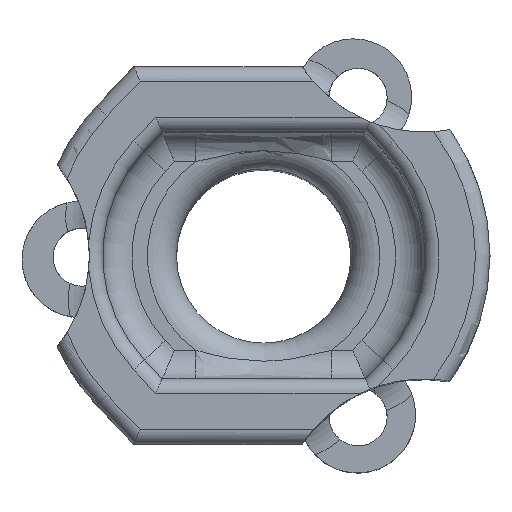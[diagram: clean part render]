
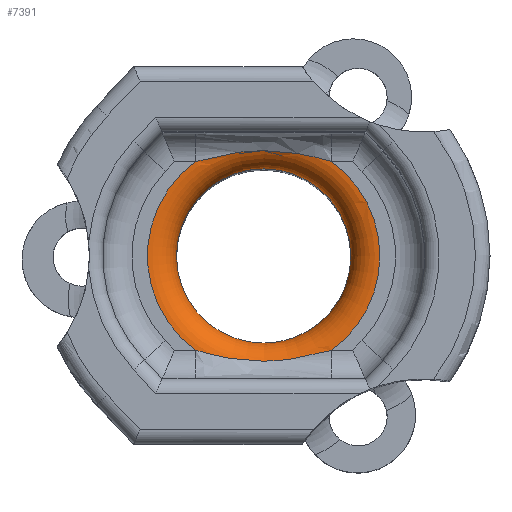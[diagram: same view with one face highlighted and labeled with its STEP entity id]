
A CAD part, top view. The second image highlights one B-rep face of the part: STEP entity #7391.
In plain terms, the highlighted toroidal (fillet/blend) face has major radius 8 mm and minor radius 2 mm.
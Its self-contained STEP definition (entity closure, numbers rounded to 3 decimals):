
#7010 = VERTEX_POINT('',#7011);
#7011 = CARTESIAN_POINT('',(74.499,117.,512.5));
#7017 = EDGE_CURVE('',#7010,#7018,#7020,.T.);
#7018 = VERTEX_POINT('',#7019);
#7019 = CARTESIAN_POINT('',(86.499,117.,512.5));
#7020 = CIRCLE('',#7021,6.);
#7021 = AXIS2_PLACEMENT_3D('',#7022,#7023,#7024);
#7022 = CARTESIAN_POINT('',(80.499,117.,512.5));
#7023 = DIRECTION('',(0.,0.,-1.));
#7024 = DIRECTION('',(1.,0.,0.));
#7026 = EDGE_CURVE('',#7018,#7010,#7027,.T.);
#7027 = CIRCLE('',#7028,6.);
#7028 = AXIS2_PLACEMENT_3D('',#7029,#7030,#7031);
#7029 = CARTESIAN_POINT('',(80.499,117.,512.5));
#7030 = DIRECTION('',(0.,0.,-1.));
#7031 = DIRECTION('',(1.,0.,0.));
#7391 = ADVANCED_FACE('',(#7392),#7455,.T.);
#7392 = FACE_BOUND('',#7393,.T.);
#7393 = EDGE_LOOP('',(#7394,#7408,#7417,#7429,#7438,#7445,#7446,#7447,
    #7448));
#7394 = ORIENTED_EDGE('',*,*,#7395,.F.);
#7395 = EDGE_CURVE('',#7396,#7398,#7400,.T.);
#7396 = VERTEX_POINT('',#7397);
#7397 = CARTESIAN_POINT('',(75.835,123.5,514.5));
#7398 = VERTEX_POINT('',#7399);
#7399 = CARTESIAN_POINT('',(85.163,123.5,514.5));
#7400 = B_SPLINE_CURVE_WITH_KNOTS('',3,(#7401,#7402,#7403,#7404,#7405,
    #7406,#7407),.UNSPECIFIED.,.F.,.F.,(4,1,1,1,4),(-9.35,
    -6.678,-5.343,-2.671,0.)
  ,.UNSPECIFIED.);
#7401 = CARTESIAN_POINT('',(75.835,123.5,514.5));
#7402 = CARTESIAN_POINT('',(76.574,123.711,514.5));
#7403 = CARTESIAN_POINT('',(77.817,124.033,
    514.425));
#7404 = CARTESIAN_POINT('',(80.232,124.318,
    514.331));
#7405 = CARTESIAN_POINT('',(82.771,124.152,
    514.392));
#7406 = CARTESIAN_POINT('',(84.423,123.711,514.5));
#7407 = CARTESIAN_POINT('',(85.163,123.5,514.5));
#7408 = ORIENTED_EDGE('',*,*,#7409,.T.);
#7409 = EDGE_CURVE('',#7396,#7410,#7412,.T.);
#7410 = VERTEX_POINT('',#7411);
#7411 = CARTESIAN_POINT('',(75.835,110.5,514.5));
#7412 = CIRCLE('',#7413,8.);
#7413 = AXIS2_PLACEMENT_3D('',#7414,#7415,#7416);
#7414 = CARTESIAN_POINT('',(80.499,117.,514.5));
#7415 = DIRECTION('',(0.,0.,1.));
#7416 = DIRECTION('',(1.,0.,0.));
#7417 = ORIENTED_EDGE('',*,*,#7418,.F.);
#7418 = EDGE_CURVE('',#7419,#7410,#7421,.T.);
#7419 = VERTEX_POINT('',#7420);
#7420 = CARTESIAN_POINT('',(85.163,110.5,514.5));
#7421 = B_SPLINE_CURVE_WITH_KNOTS('',3,(#7422,#7423,#7424,#7425,#7426,
    #7427,#7428),.UNSPECIFIED.,.F.,.F.,(4,1,1,1,4),(-9.35,
    -6.678,-5.343,-2.671,0.),.UNSPECIFIED.);
#7422 = CARTESIAN_POINT('',(85.163,110.5,514.5));
#7423 = CARTESIAN_POINT('',(84.423,110.289,514.5));
#7424 = CARTESIAN_POINT('',(83.181,109.967,
    514.425));
#7425 = CARTESIAN_POINT('',(80.766,109.682,
    514.331));
#7426 = CARTESIAN_POINT('',(78.227,109.848,
    514.392));
#7427 = CARTESIAN_POINT('',(76.574,110.289,514.5));
#7428 = CARTESIAN_POINT('',(75.835,110.5,514.5));
#7429 = ORIENTED_EDGE('',*,*,#7430,.T.);
#7430 = EDGE_CURVE('',#7419,#7431,#7433,.T.);
#7431 = VERTEX_POINT('',#7432);
#7432 = CARTESIAN_POINT('',(88.499,117.,514.5));
#7433 = CIRCLE('',#7434,8.);
#7434 = AXIS2_PLACEMENT_3D('',#7435,#7436,#7437);
#7435 = CARTESIAN_POINT('',(80.499,117.,514.5));
#7436 = DIRECTION('',(0.,0.,1.));
#7437 = DIRECTION('',(1.,0.,0.));
#7438 = ORIENTED_EDGE('',*,*,#7439,.T.);
#7439 = EDGE_CURVE('',#7431,#7018,#7440,.T.);
#7440 = CIRCLE('',#7441,2.);
#7441 = AXIS2_PLACEMENT_3D('',#7442,#7443,#7444);
#7442 = CARTESIAN_POINT('',(88.499,117.,512.5));
#7443 = DIRECTION('',(0.,-1.,0.));
#7444 = DIRECTION('',(1.,0.,0.));
#7445 = ORIENTED_EDGE('',*,*,#7026,.T.);
#7446 = ORIENTED_EDGE('',*,*,#7017,.T.);
#7447 = ORIENTED_EDGE('',*,*,#7439,.F.);
#7448 = ORIENTED_EDGE('',*,*,#7449,.T.);
#7449 = EDGE_CURVE('',#7431,#7398,#7450,.T.);
#7450 = CIRCLE('',#7451,8.);
#7451 = AXIS2_PLACEMENT_3D('',#7452,#7453,#7454);
#7452 = CARTESIAN_POINT('',(80.499,117.,514.5));
#7453 = DIRECTION('',(0.,0.,1.));
#7454 = DIRECTION('',(1.,0.,0.));
#7455 = TOROIDAL_SURFACE('',#7456,8.,2.);
#7456 = AXIS2_PLACEMENT_3D('',#7457,#7458,#7459);
#7457 = CARTESIAN_POINT('',(80.499,117.,512.5));
#7458 = DIRECTION('',(0.,0.,-1.));
#7459 = DIRECTION('',(-1.,0.,0.));
